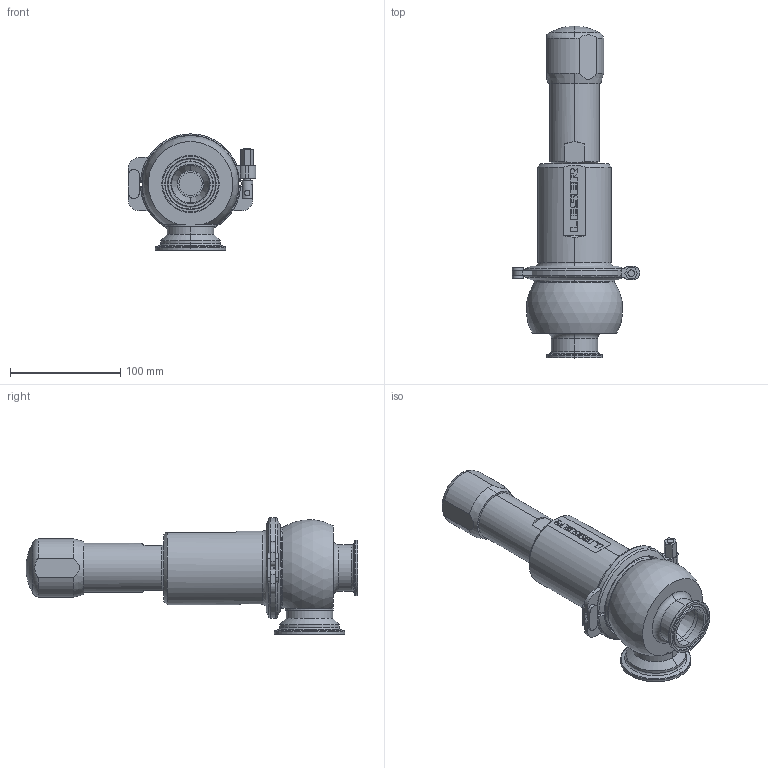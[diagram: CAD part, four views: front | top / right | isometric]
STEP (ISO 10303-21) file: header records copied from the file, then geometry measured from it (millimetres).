
FILE_DESCRIPTION((''),'2;1');
FILE_NAME('10000519398_G3D_000_ASM','2020-07-13T14:03:33',('Stumpenhagen'),(''),'CREO PARAMETRIC BY PTC INC, 2019030','CREO PARAMETRIC BY PTC INC, 2019030','');
FILE_SCHEMA(('CONFIG_CONTROL_DESIGN'));
Length unit declared in the file: millimetre
Products named in the file (11): 10000484707_G3D_000; 10000484703_G3D_000; 10000480604_G3D_000; 10000480605_G3D_000; 10000480606_G3D_000; 10000480607_G3D_000; 10000480608_G3D_000; 10000480603_G3D_000_ASM; 10000484702_G3D_000; 10000484189_G3D_000; 10000519398_G3D_000_ASM
Assembly tree (11 placements, depth 3):
  10000519398_G3D_000_ASM
    10000484707_G3D_000
    10000484703_G3D_000
    10000480603_G3D_000_ASM
      10000480604_G3D_000
      10000480605_G3D_000
      10000480606_G3D_000  x2
      10000480607_G3D_000
      10000480608_G3D_000
    10000484702_G3D_000
    10000484189_G3D_000
Bounding box: 115.57 x 301 x 105.45 mm (x, y, z)
Volume: 480789.8 mm3; surface area: 137716.2 mm2
Topology: 10 solids, 10 shells, 336 faces, 794 edges, 500 vertices
Faces by surface type: plane 139, cylinder 108, cone 48, torus 32, sphere 7, bspline 2
Entity records: 10040 total; most frequent: CARTESIAN_POINT 2127, DIRECTION 1717, ORIENTED_EDGE 1536, EDGE_CURVE 768, AXIS2_PLACEMENT_3D 669, VERTEX_POINT 484, VECTOR 379, LINE 379
